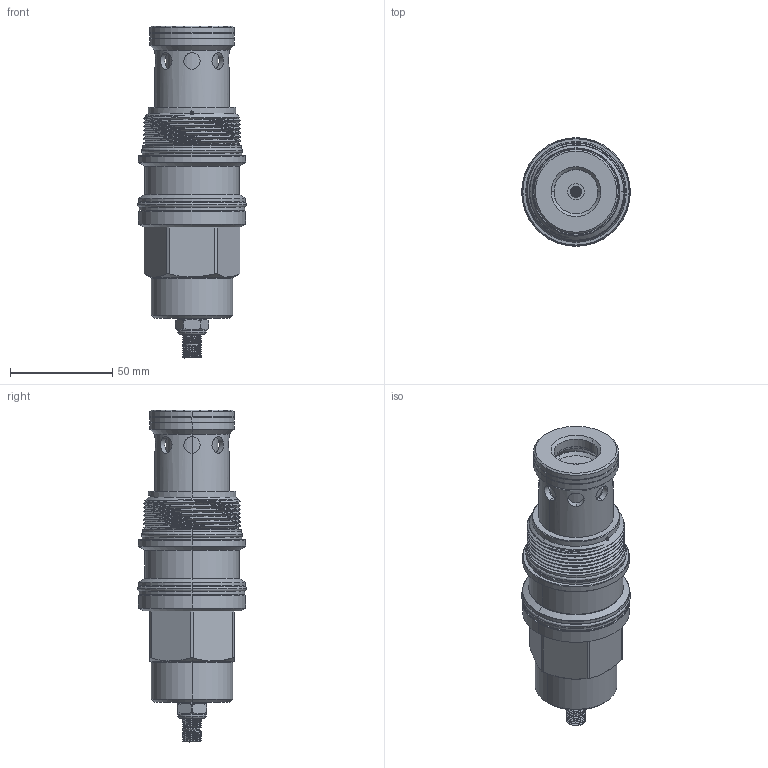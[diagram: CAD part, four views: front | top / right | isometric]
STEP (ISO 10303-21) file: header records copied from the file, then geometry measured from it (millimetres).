
FILE_DESCRIPTION (( 'STEP AP203' ), '1' );
FILE_NAME ('RV19A3G-L.STEP', '2020-03-24T06:03:04', ( '' ), ( '' ), 'SwSTEP 2.0', 'SolidWorks 2018', '' );
FILE_SCHEMA (( 'CONFIG_CONTROL_DESIGN' ));
Products named in the file (1): RV19A3G-L
Bounding box: 53.11 x 53.11 x 162.43 mm (x, y, z)
Volume: 204942.9 mm3; surface area: 36807.1 mm2
Topology: 7 solids, 7 shells, 758 faces, 2061 edges, 1302 vertices
Faces by surface type: cylinder 547, cone 71, plane 63, torus 62, bspline 9, sphere 6
Entity records: 56538 total; most frequent: CARTESIAN_POINT 38281, ORIENTED_EDGE 4118, DIRECTION 3018, EDGE_CURVE 2059, VERTEX_POINT 1302, AXIS2_PLACEMENT_3D 1177, EDGE_LOOP 1167, B_SPLINE_CURVE_WITH_KNOTS 894
